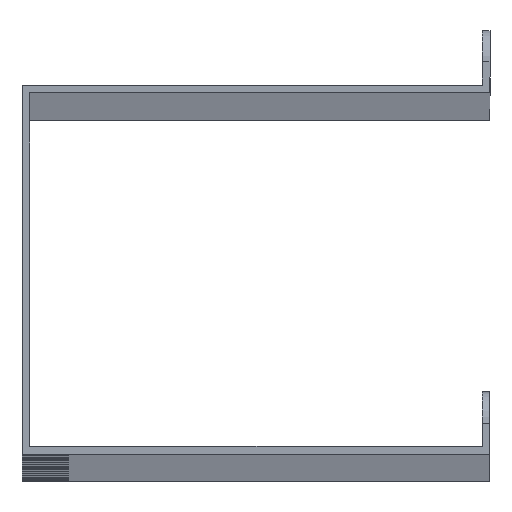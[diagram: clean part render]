
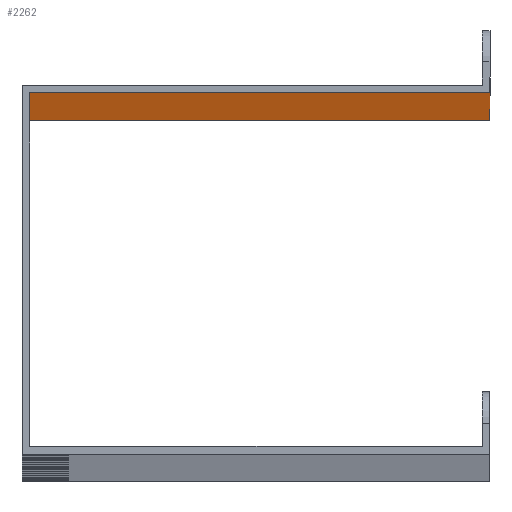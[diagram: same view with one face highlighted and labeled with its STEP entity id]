
A CAD part, top view. The second image highlights one B-rep face of the part: STEP entity #2262.
In plain terms, the highlighted planar face has unit normal (0, -1, 0).
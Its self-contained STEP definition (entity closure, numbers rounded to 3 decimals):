
#141=DIRECTION('',(-1.,0.,0.));
#142=VECTOR('',#141,44.25);
#143=CARTESIAN_POINT('',(0.,34.747,0.));
#144=LINE('',#143,#142);
#467=DIRECTION('',(1.,0.,0.));
#468=VECTOR('',#467,44.25);
#469=CARTESIAN_POINT('',(-44.25,34.747,-1495.));
#470=LINE('',#469,#468);
#481=DIRECTION('',(0.,0.,-1.));
#482=VECTOR('',#481,1495.);
#483=CARTESIAN_POINT('',(0.,34.747,0.));
#484=LINE('',#483,#482);
#485=DIRECTION('',(0.,0.,1.));
#486=VECTOR('',#485,1495.);
#487=CARTESIAN_POINT('',(-44.25,34.747,-1495.));
#488=LINE('',#487,#486);
#1557=CARTESIAN_POINT('',(0.,34.747,0.));
#1558=CARTESIAN_POINT('',(0.,34.747,-1495.));
#1559=VERTEX_POINT('',#1557);
#1560=VERTEX_POINT('',#1558);
#1697=CARTESIAN_POINT('',(-44.25,34.747,-1495.));
#1698=CARTESIAN_POINT('',(-44.25,34.747,0.));
#1699=VERTEX_POINT('',#1697);
#1700=VERTEX_POINT('',#1698);
#2250=CARTESIAN_POINT('',(-43.5,34.747,-1495.));
#2251=DIRECTION('',(0.,-1.,0.));
#2252=DIRECTION('',(1.,0.,0.));
#2253=AXIS2_PLACEMENT_3D('',#2250,#2251,#2252);
#2254=PLANE('',#2253);
#2255=ORIENTED_EDGE('',*,*,#1852,.F.);
#2256=ORIENTED_EDGE('',*,*,#2238,.T.);
#2257=ORIENTED_EDGE('',*,*,#2227,.F.);
#2259=ORIENTED_EDGE('',*,*,#2258,.T.);
#2260=EDGE_LOOP('',(#2255,#2256,#2257,#2259));
#2261=FACE_OUTER_BOUND('',#2260,.F.);
#2262=ADVANCED_FACE('',(#2261),#2254,.T.);
#1852=EDGE_CURVE('',#1559,#1700,#144,.T.);
#2227=EDGE_CURVE('',#1699,#1560,#470,.T.);
#2238=EDGE_CURVE('',#1559,#1560,#484,.T.);
#2258=EDGE_CURVE('',#1699,#1700,#488,.T.);
